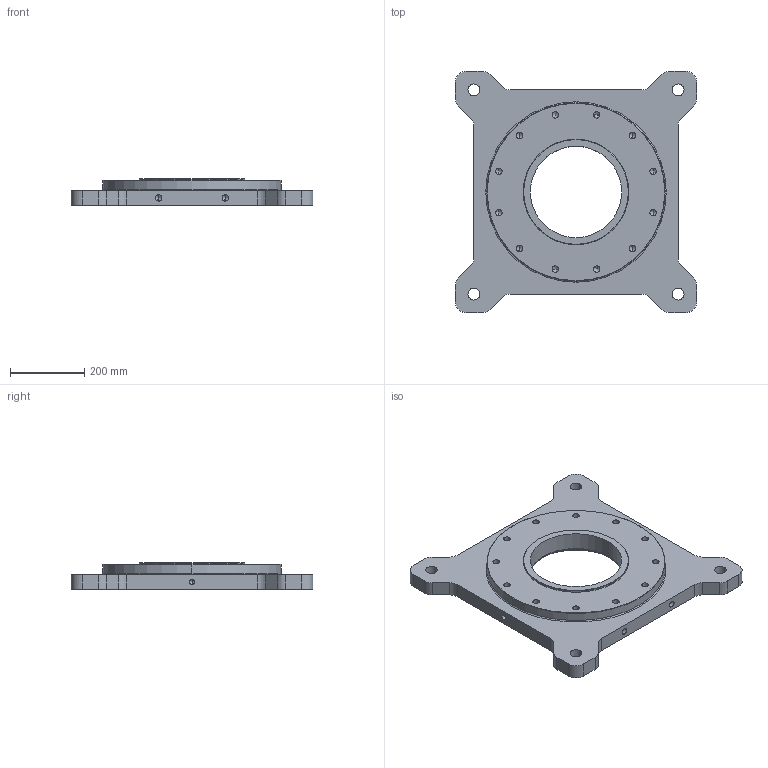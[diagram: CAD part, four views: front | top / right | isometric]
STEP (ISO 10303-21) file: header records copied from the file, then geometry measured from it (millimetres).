
FILE_DESCRIPTION (( 'STEP AP203' ), '1' );
FILE_NAME ('SPHS128×2B-3-1蝴蝶板v.STEP', '2022-03-15T09:26:47', ( '' ), ( '' ), 'SwSTEP 2.0', 'SolidWorks 2021', '' );
FILE_SCHEMA (( 'CONFIG_CONTROL_DESIGN' ));
Length unit declared in the file: millimetre
Products named in the file (1): SPHS128×2B-3-1蝴蝶板v
Bounding box: 650 x 650 x 72 mm (x, y, z)
Volume: 14283292.3 mm3; surface area: 879332.1 mm2
Topology: 1 solids, 1 shells, 207 faces, 528 edges, 292 vertices
Faces by surface type: cylinder 104, cone 76, plane 25, torus 2
Entity records: 5859 total; most frequent: DIRECTION 1096, CARTESIAN_POINT 960, ORIENTED_EDGE 920, EDGE_CURVE 460, AXIS2_PLACEMENT_3D 428, VERTEX_POINT 292, EDGE_LOOP 254, VECTOR 240
